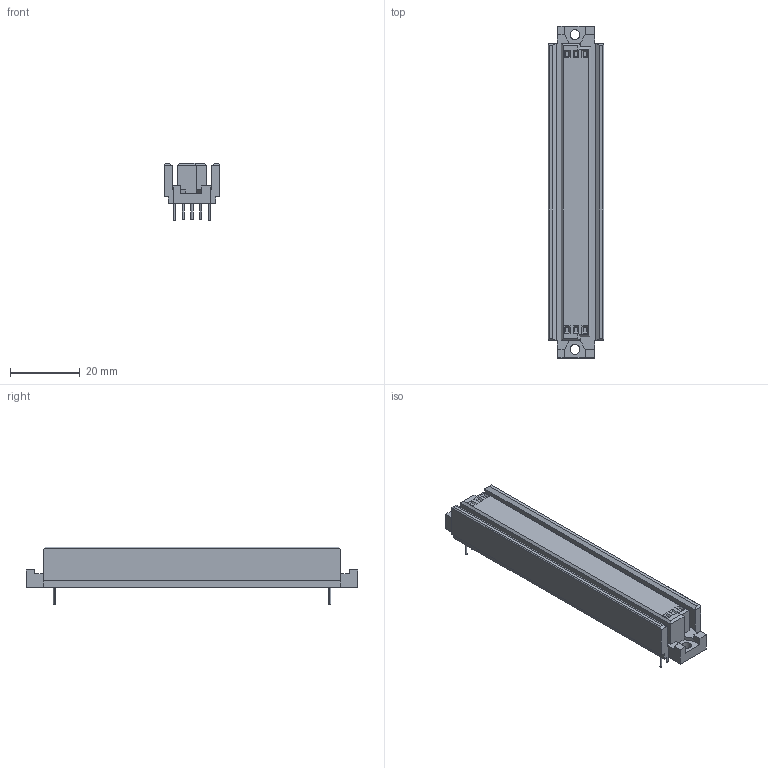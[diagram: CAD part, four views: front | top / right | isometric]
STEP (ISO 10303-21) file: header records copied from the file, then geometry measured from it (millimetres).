
FILE_DESCRIPTION((''),'2;1');
FILE_NAME('HARTING_02 02 160 2201.stp','2009-10-15T16:23:19',(''),(''),'Mechanical Desktop 2006','Mechanical Desktop 2006',', , ');
FILE_SCHEMA(('AUTOMOTIVE_DESIGN { 1 2 10303 214 0 1 1 1 }'));
Length unit declared in the file: millimetre
Products named in the file (1): Product
Bounding box: 16 x 94.9 x 16.55 mm (x, y, z)
Volume: 13693.3 mm3; surface area: 7918.8 mm2
Topology: 11 solids, 11 shells, 148 faces, 328 edges, 220 vertices
Faces by surface type: bspline 98, plane 30, cylinder 20
Entity records: 3898 total; most frequent: CARTESIAN_POINT 1345, ORIENTED_EDGE 652, EDGE_CURVE 326, VERTEX_POINT 216, DIRECTION 204, B_SPLINE_CURVE_WITH_KNOTS 172, EDGE_LOOP 168, FACE_OUTER_BOUND 148
